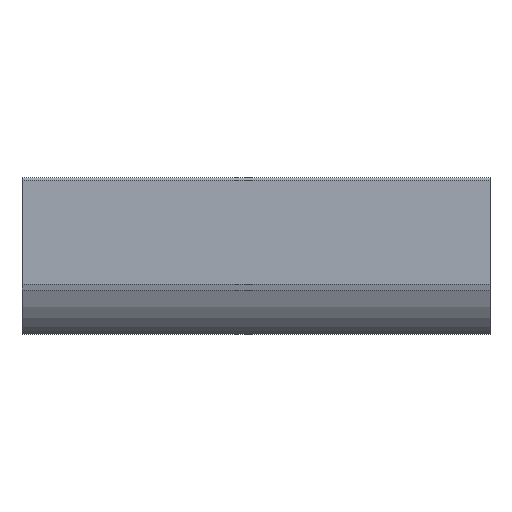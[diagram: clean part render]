
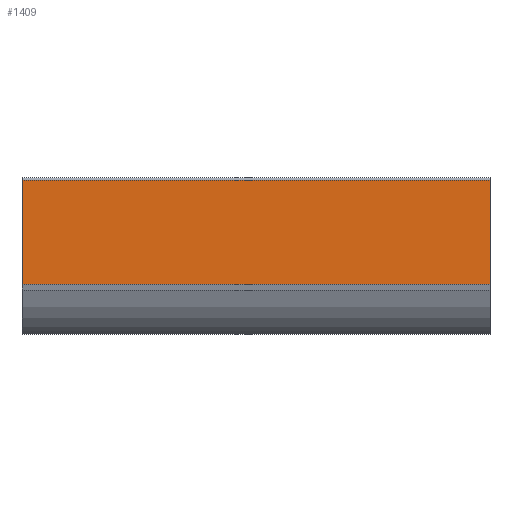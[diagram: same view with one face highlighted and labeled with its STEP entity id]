
A CAD part, top view. The second image highlights one B-rep face of the part: STEP entity #1409.
In plain terms, the highlighted planar face has unit normal (0, 0, 1).
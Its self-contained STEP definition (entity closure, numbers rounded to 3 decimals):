
#31 = VECTOR ( 'NONE', #349, 1000. ) ;
#53 = DIRECTION ( 'NONE',  ( 0., 0., 1. ) ) ;
#91 = FACE_OUTER_BOUND ( 'NONE', #393, .T. ) ;
#131 = CARTESIAN_POINT ( 'NONE',  ( 0., 21.888, 16.479 ) ) ;
#324 = ORIENTED_EDGE ( 'NONE', *, *, #2233, .T. ) ;
#335 = VERTEX_POINT ( 'NONE', #2342 ) ;
#349 = DIRECTION ( 'NONE',  ( 0., -1., 0. ) ) ;
#393 = EDGE_LOOP ( 'NONE', ( #2828, #699, #324, #1395 ) ) ;
#454 = LINE ( 'NONE', #2656, #1546 ) ;
#467 = LINE ( 'NONE', #2230, #2004 ) ;
#677 = CARTESIAN_POINT ( 'NONE',  ( -100., -1.112, 16.479 ) ) ;
#699 = ORIENTED_EDGE ( 'NONE', *, *, #1763, .F. ) ;
#880 = VERTEX_POINT ( 'NONE', #677 ) ;
#896 = DIRECTION ( 'NONE',  ( 1., 0., 0. ) ) ;
#1056 = CARTESIAN_POINT ( 'NONE',  ( -100., 21.888, 16.479 ) ) ;
#1215 = CARTESIAN_POINT ( 'NONE',  ( 0., 21.888, 16.479 ) ) ;
#1329 = CARTESIAN_POINT ( 'NONE',  ( -100., 21.888, 16.479 ) ) ;
#1357 = DIRECTION ( 'NONE',  ( 0., -1., 0. ) ) ;
#1367 = LINE ( 'NONE', #1215, #31 ) ;
#1395 = ORIENTED_EDGE ( 'NONE', *, *, #2249, .T. ) ;
#1409 = ADVANCED_FACE ( 'NONE', ( #91 ), #2729, .T. ) ;
#1418 = DIRECTION ( 'NONE',  ( 1., 0., 0. ) ) ;
#1546 = VECTOR ( 'NONE', #1357, 1000. ) ;
#1658 = EDGE_CURVE ( 'NONE', #2393, #335, #1367, .T. ) ;
#1763 = EDGE_CURVE ( 'NONE', #1932, #2393, #2603, .T. ) ;
#1870 = VECTOR ( 'NONE', #2188, 1000. ) ;
#1932 = VERTEX_POINT ( 'NONE', #1329 ) ;
#2004 = VECTOR ( 'NONE', #896, 1000. ) ;
#2045 = CARTESIAN_POINT ( 'NONE',  ( -100., 21.888, 16.479 ) ) ;
#2179 = AXIS2_PLACEMENT_3D ( 'NONE', #2045, #53, #1418 ) ;
#2188 = DIRECTION ( 'NONE',  ( 1., 0., 0. ) ) ;
#2230 = CARTESIAN_POINT ( 'NONE',  ( -100., -1.112, 16.479 ) ) ;
#2233 = EDGE_CURVE ( 'NONE', #1932, #880, #454, .T. ) ;
#2249 = EDGE_CURVE ( 'NONE', #880, #335, #467, .T. ) ;
#2342 = CARTESIAN_POINT ( 'NONE',  ( 0., -1.112, 16.479 ) ) ;
#2393 = VERTEX_POINT ( 'NONE', #131 ) ;
#2603 = LINE ( 'NONE', #1056, #1870 ) ;
#2656 = CARTESIAN_POINT ( 'NONE',  ( -100., 21.888, 16.479 ) ) ;
#2729 = PLANE ( 'NONE',  #2179 ) ;
#2828 = ORIENTED_EDGE ( 'NONE', *, *, #1658, .F. ) ;
